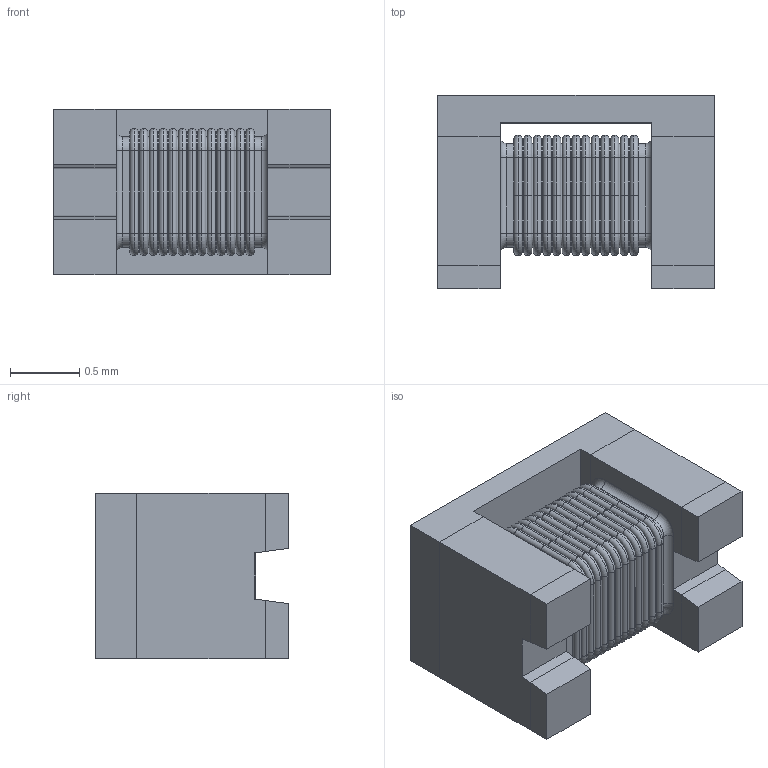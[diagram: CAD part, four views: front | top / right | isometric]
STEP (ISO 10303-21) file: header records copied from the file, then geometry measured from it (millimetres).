
FILE_DESCRIPTION (( 'STEP AP214' ), '1' );
FILE_NAME ('1.STEP', '2020-07-31T11:19:32', ( '' ), ( '' ), 'SwSTEP 2.0', 'SolidWorks 2017', '' );
FILE_SCHEMA (( 'AUTOMOTIVE_DESIGN' ));
Length unit declared in the file: millimetre
Products named in the file (1): 1
Bounding box: 2 x 1.4 x 1.2 mm (x, y, z)
Volume: 2.5 mm3; surface area: 27.3 mm2
Topology: 19 solids, 19 shells, 314 faces, 700 edges, 398 vertices
Faces by surface type: cylinder 142, torus 112, plane 60
Entity records: 8906 total; most frequent: DIRECTION 1752, CARTESIAN_POINT 1413, ORIENTED_EDGE 1400, AXIS2_PLACEMENT_3D 737, EDGE_CURVE 700, CIRCLE 422, VERTEX_POINT 398, FACE_OUTER_BOUND 314
